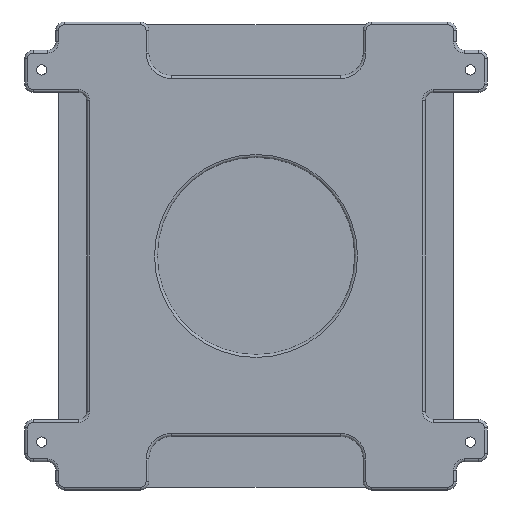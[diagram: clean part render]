
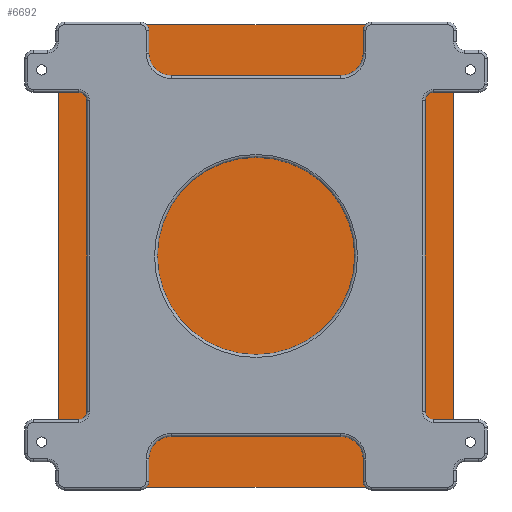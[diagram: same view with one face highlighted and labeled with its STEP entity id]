
A CAD part, front view. The second image highlights one B-rep face of the part: STEP entity #6692.
In plain terms, the highlighted planar face has unit normal (0, -1, 0).
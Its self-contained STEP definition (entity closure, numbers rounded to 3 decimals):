
#519=FACE_OUTER_BOUND('',#972,.T.);
#972=EDGE_LOOP('',(#4471,#4472,#4473,#4474));
#1430=LINE('',#10034,#2155);
#1434=LINE('',#10042,#2159);
#1437=LINE('',#10048,#2162);
#1440=LINE('',#10053,#2165);
#2155=VECTOR('',#7914,10.);
#2159=VECTOR('',#7920,10.);
#2162=VECTOR('',#7925,10.);
#2165=VECTOR('',#7930,10.);
#2880=VERTEX_POINT('',#10032);
#2881=VERTEX_POINT('',#10033);
#2884=VERTEX_POINT('',#10041);
#2886=VERTEX_POINT('',#10047);
#3486=EDGE_CURVE('',#2880,#2881,#1430,.T.);
#3490=EDGE_CURVE('',#2884,#2880,#1434,.T.);
#3493=EDGE_CURVE('',#2886,#2884,#1437,.T.);
#3496=EDGE_CURVE('',#2881,#2886,#1440,.T.);
#4471=ORIENTED_EDGE('',*,*,#3496,.F.);
#4472=ORIENTED_EDGE('',*,*,#3486,.F.);
#4473=ORIENTED_EDGE('',*,*,#3490,.F.);
#4474=ORIENTED_EDGE('',*,*,#3493,.F.);
#6386=PLANE('',#7217);
#6692=ADVANCED_FACE('',(#519),#6386,.F.);
#7217=AXIS2_PLACEMENT_3D('',#10056,#7934,#7935);
#7914=DIRECTION('',(1.,0.,0.));
#7920=DIRECTION('',(0.,0.,1.));
#7925=DIRECTION('',(-1.,0.,0.));
#7930=DIRECTION('',(0.,0.,-1.));
#7934=DIRECTION('center_axis',(0.,1.,0.));
#7935=DIRECTION('ref_axis',(1.,0.,0.));
#10032=CARTESIAN_POINT('',(-35.,0.,41.));
#10033=CARTESIAN_POINT('',(35.,0.,41.));
#10034=CARTESIAN_POINT('',(-35.,0.,41.));
#10041=CARTESIAN_POINT('',(-35.,0.,-41.));
#10042=CARTESIAN_POINT('',(-35.,0.,-41.));
#10047=CARTESIAN_POINT('',(35.,0.,-41.));
#10048=CARTESIAN_POINT('',(35.,0.,-41.));
#10053=CARTESIAN_POINT('',(35.,0.,41.));
#10056=CARTESIAN_POINT('Origin',(0.,0.,0.));
